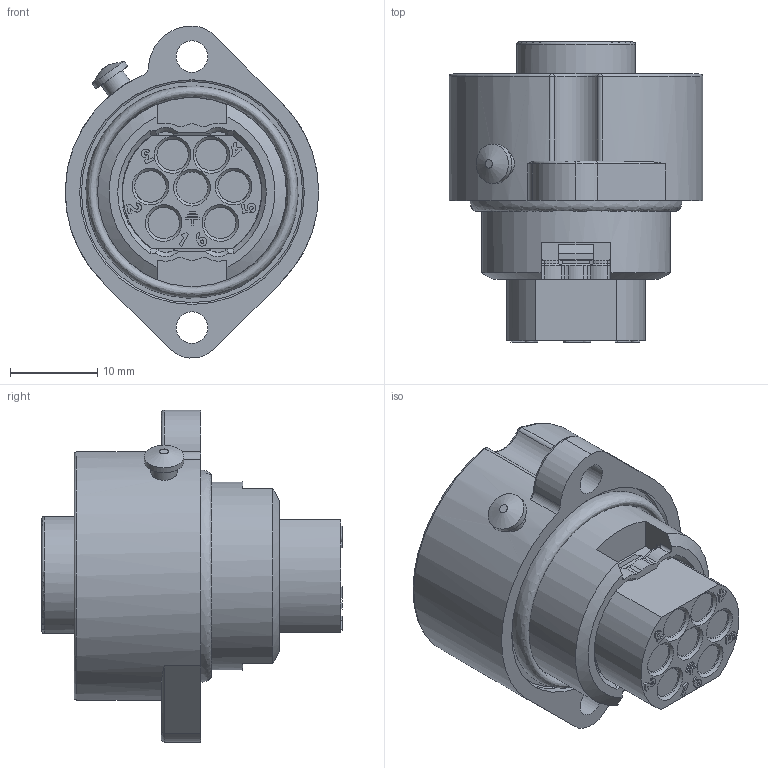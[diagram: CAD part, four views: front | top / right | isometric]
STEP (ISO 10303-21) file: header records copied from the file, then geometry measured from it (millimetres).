
FILE_DESCRIPTION(/* description */ (''),/* implementation_level */ '2;1');
FILE_NAME(/* name */ 'c016 10g006 000 12nxc001-02.stp',/* time_stamp */ '2020-10-27T09:24:18+01:00',/* author */ (''),/* organization */ (''),/* preprocessor_version */ 'ST-DEVELOPER v16.7',/* originating_system */ 'SIEMENS PLM Software NX 12.0',/* authorisation */ '');
FILE_SCHEMA (('AUTOMOTIVE_DESIGN { 1 0 10303 214 3 1 1 1 }'));
Length unit declared in the file: millimetre
Products named in the file (1): c016 10g006 000 12nxc001-02
Bounding box: 29 x 34.4 x 37.99 mm (x, y, z)
Volume: 12543.4 mm3; surface area: 6938.9 mm2
Topology: 3 solids, 4 shells, 981 faces, 2655 edges, 1754 vertices
Faces by surface type: plane 646, cylinder 257, cone 27, extrusion 19, torus 18, bspline 10, sphere 2, revolution 2
Full cylindrical faces by diameter (mm): 0.384 x1, 1.7 x7, 3 x1, 3.6 x9, 4.5 x1, 4.6 x1, 13.6 x1, 18 x1, 21.2 x1, 21.6 x1, 25.7 x1
Entity records: 31403 total; most frequent: CARTESIAN_POINT 6799, ORIENTED_EDGE 5162, DIRECTION 4905, EDGE_CURVE 2581, VECTOR 1857, LINE 1838, VERTEX_POINT 1732, AXIS2_PLACEMENT_3D 1523
